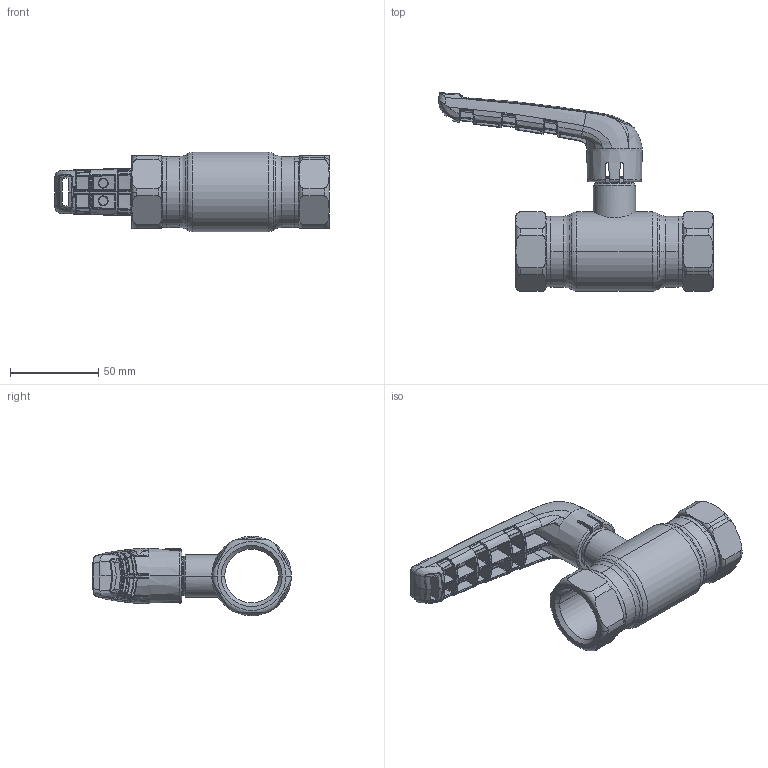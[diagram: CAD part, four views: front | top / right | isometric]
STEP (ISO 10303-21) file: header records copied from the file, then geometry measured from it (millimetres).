
FILE_DESCRIPTION (( 'STEP AP214' ), '1' );
FILE_NAME ('1025002030-2101.step', '2023-09-18T09:18:05', ( '' ), ( '' ), 'SwSTEP 2.0', 'SolidWorks 2021', '' );
FILE_SCHEMA (( 'AUTOMOTIVE_DESIGN' ));
Length unit declared in the file: millimetre
Products named in the file (1): 1025002030-2101
Bounding box: 155.57 x 112.51 x 45 mm (x, y, z)
Surface area: 41610.3 mm2 (no closed solid volume)
Topology: 0 solids, 7 shells, 779 faces, 2359 edges, 1495 vertices
Faces by surface type: bspline 596, plane 63, cylinder 50, torus 39, cone 21, sphere 10
Entity records: 58816 total; most frequent: CARTESIAN_POINT 34652, ORIENTED_EDGE 4008, EDGE_CURVE 2349, DIRECTION 1707, B_SPLINE_CURVE_WITH_KNOTS 1598, VERTEX_POINT 1491, EDGE_LOOP 798, UNCERTAINTY_MEASURE_WITH_UNIT 781
